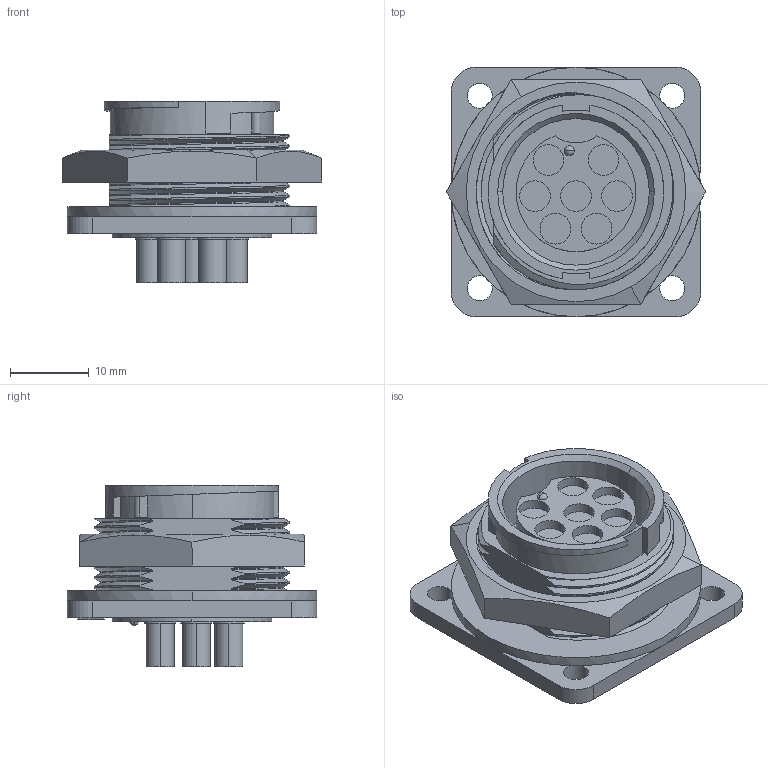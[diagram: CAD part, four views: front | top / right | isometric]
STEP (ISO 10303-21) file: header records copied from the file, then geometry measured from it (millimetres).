
FILE_DESCRIPTION (( 'STEP AP203' ), '1' );
FILE_NAME ('14180-7SG-300.STEP', '2014-08-19T15:36:21', ( '' ), ( '' ), 'SwSTEP 2.0', 'SolidWorks 2014', '' );
FILE_SCHEMA (( 'CONFIG_CONTROL_DESIGN' ));
Length unit declared in the file: inch
Products named in the file (1): 14180-7SG-300
Bounding box: 33 x 31.75 x 23.11 mm (x, y, z)
Volume: 8963.9 mm3; surface area: 6529.8 mm2
Topology: 2 solids, 2 shells, 236 faces, 589 edges, 385 vertices
Faces by surface type: cylinder 102, plane 97, bspline 29, cone 4, sphere 4
Entity records: 15522 total; most frequent: CARTESIAN_POINT 10030, ORIENTED_EDGE 1178, DIRECTION 1065, EDGE_CURVE 589, AXIS2_PLACEMENT_3D 399, VERTEX_POINT 385, EDGE_LOOP 274, VECTOR 267
